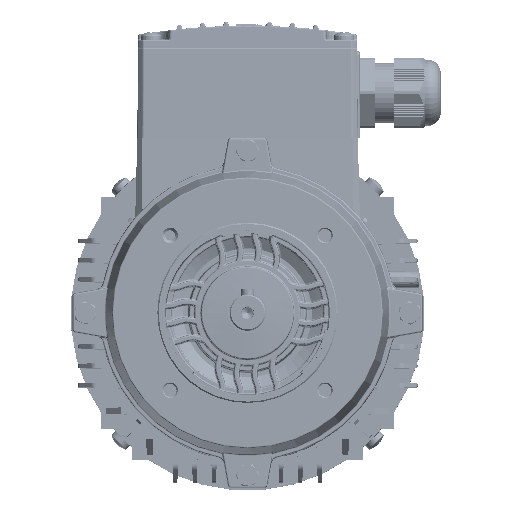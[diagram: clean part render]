
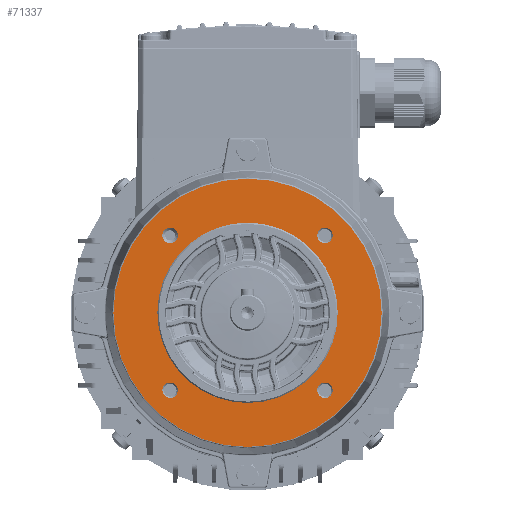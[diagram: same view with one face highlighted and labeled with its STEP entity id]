
A CAD part, top view. The second image highlights one B-rep face of the part: STEP entity #71337.
In plain terms, the highlighted planar face has unit normal (0, 0, 1).
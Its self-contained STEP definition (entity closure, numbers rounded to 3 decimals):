
#428 = AXIS2_PLACEMENT_3D ( 'NONE', #129363, #23757, #70740 ) ;
#872 = EDGE_CURVE ( 'NONE', #104645, #14340, #115503, .T. ) ;
#1832 = CARTESIAN_POINT ( 'NONE',  ( -30.052, 30.052, 154. ) ) ;
#5577 = DIRECTION ( 'NONE',  ( -1., 0., 0. ) ) ;
#7111 = EDGE_CURVE ( 'NONE', #16686, #78326, #132961, .T. ) ;
#7992 = DIRECTION ( 'NONE',  ( 0., 0., 1. ) ) ;
#8277 = EDGE_CURVE ( 'NONE', #18310, #76255, #14909, .T. ) ;
#8536 = CIRCLE ( 'NONE', #94700, 3. ) ;
#9914 = CARTESIAN_POINT ( 'NONE',  ( -35., 0., 154. ) ) ;
#11738 = CARTESIAN_POINT ( 'NONE',  ( -52.061, 0., 154. ) ) ;
#13750 = CIRCLE ( 'NONE', #33412, 52.061 ) ;
#14340 = VERTEX_POINT ( 'NONE', #90491 ) ;
#14785 = AXIS2_PLACEMENT_3D ( 'NONE', #125123, #7992, #55013 ) ;
#14909 = CIRCLE ( 'NONE', #14785, 52.061 ) ;
#15976 = DIRECTION ( 'NONE',  ( 0., 0., -1. ) ) ;
#16123 = DIRECTION ( 'NONE',  ( 1., 0., 0. ) ) ;
#16686 = VERTEX_POINT ( 'NONE', #134726 ) ;
#17616 = DIRECTION ( 'NONE',  ( 0., 0., 1. ) ) ;
#18310 = VERTEX_POINT ( 'NONE', #110130 ) ;
#18657 = CARTESIAN_POINT ( 'NONE',  ( 27.052, 30.052, 154. ) ) ;
#20641 = CIRCLE ( 'NONE', #106801, 35. ) ;
#21163 = EDGE_LOOP ( 'NONE', ( #123963, #141668 ) ) ;
#21551 = CARTESIAN_POINT ( 'NONE',  ( -33.052, 30.052, 154. ) ) ;
#23736 = CARTESIAN_POINT ( 'NONE',  ( -30.052, -30.052, 154. ) ) ;
#23757 = DIRECTION ( 'NONE',  ( 0., 0., -1. ) ) ;
#23799 = AXIS2_PLACEMENT_3D ( 'NONE', #26079, #73085, #120117 ) ;
#26079 = CARTESIAN_POINT ( 'NONE',  ( 30.052, -30.052, 154. ) ) ;
#27927 = AXIS2_PLACEMENT_3D ( 'NONE', #54792, #101789, #148821 ) ;
#28111 = EDGE_LOOP ( 'NONE', ( #115589, #93245 ) ) ;
#30110 = ORIENTED_EDGE ( 'NONE', *, *, #8277, .T. ) ;
#31727 = EDGE_CURVE ( 'NONE', #76255, #18310, #13750, .T. ) ;
#33274 = CARTESIAN_POINT ( 'NONE',  ( 0., 0., 154. ) ) ;
#33281 = EDGE_CURVE ( 'NONE', #111360, #133614, #133849, .T. ) ;
#33412 = AXIS2_PLACEMENT_3D ( 'NONE', #33274, #80294, #127322 ) ;
#35322 = FACE_BOUND ( 'NONE', #123585, .T. ) ;
#36150 = EDGE_CURVE ( 'NONE', #37278, #126712, #61687, .T. ) ;
#37278 = VERTEX_POINT ( 'NONE', #47655 ) ;
#40090 = EDGE_CURVE ( 'NONE', #78326, #16686, #90229, .T. ) ;
#40684 = ORIENTED_EDGE ( 'NONE', *, *, #872, .F. ) ;
#41726 = EDGE_CURVE ( 'NONE', #97704, #42811, #148778, .T. ) ;
#42420 = CARTESIAN_POINT ( 'NONE',  ( -30.052, -30.052, 154. ) ) ;
#42811 = VERTEX_POINT ( 'NONE', #21551 ) ;
#46871 = FACE_BOUND ( 'NONE', #54586, .T. ) ;
#47655 = CARTESIAN_POINT ( 'NONE',  ( 33.052, 30.052, 154. ) ) ;
#52259 = ORIENTED_EDGE ( 'NONE', *, *, #36150, .T. ) ;
#54248 = AXIS2_PLACEMENT_3D ( 'NONE', #74680, #121704, #16123 ) ;
#54586 = EDGE_LOOP ( 'NONE', ( #52259, #98839 ) ) ;
#54792 = CARTESIAN_POINT ( 'NONE',  ( 30.052, 30.052, 154. ) ) ;
#55013 = DIRECTION ( 'NONE',  ( -1., 0., 0. ) ) ;
#56949 = CIRCLE ( 'NONE', #143102, 3. ) ;
#57244 = CARTESIAN_POINT ( 'NONE',  ( 30.052, -30.052, 154. ) ) ;
#58986 = ORIENTED_EDGE ( 'NONE', *, *, #40090, .T. ) ;
#61687 = CIRCLE ( 'NONE', #81411, 3. ) ;
#62960 = DIRECTION ( 'NONE',  ( -1., 0., 0. ) ) ;
#63037 = EDGE_CURVE ( 'NONE', #14340, #104645, #20641, .T. ) ;
#63969 = EDGE_CURVE ( 'NONE', #42811, #97704, #8536, .T. ) ;
#64085 = CARTESIAN_POINT ( 'NONE',  ( -30.052, 30.052, 154. ) ) ;
#64600 = DIRECTION ( 'NONE',  ( 1., 0., 0. ) ) ;
#67359 = AXIS2_PLACEMENT_3D ( 'NONE', #42420, #89448, #136455 ) ;
#70720 = DIRECTION ( 'NONE',  ( 0., 0., -1. ) ) ;
#70740 = DIRECTION ( 'NONE',  ( -1., 0., 0. ) ) ;
#71337 = ADVANCED_FACE ( 'NONE', ( #105476, #152478, #46871, #93905, #140936, #35322 ), #82322, .F. ) ;
#73085 = DIRECTION ( 'NONE',  ( 0., 0., -1. ) ) ;
#74680 = CARTESIAN_POINT ( 'NONE',  ( 0., 0., 154. ) ) ;
#76255 = VERTEX_POINT ( 'NONE', #11738 ) ;
#78326 = VERTEX_POINT ( 'NONE', #122862 ) ;
#79058 = CARTESIAN_POINT ( 'NONE',  ( -33.052, -30.052, 154. ) ) ;
#80294 = DIRECTION ( 'NONE',  ( 0., 0., 1. ) ) ;
#81411 = AXIS2_PLACEMENT_3D ( 'NONE', #121555, #15976, #62960 ) ;
#82293 = AXIS2_PLACEMENT_3D ( 'NONE', #1832, #84252, #131281 ) ;
#82322 = PLANE ( 'NONE',  #428 ) ;
#84252 = DIRECTION ( 'NONE',  ( 0., 0., -1. ) ) ;
#89448 = DIRECTION ( 'NONE',  ( 0., 0., -1. ) ) ;
#90229 = CIRCLE ( 'NONE', #23799, 3. ) ;
#90491 = CARTESIAN_POINT ( 'NONE',  ( 35., 0., 154. ) ) ;
#93245 = ORIENTED_EDGE ( 'NONE', *, *, #33281, .T. ) ;
#93905 = FACE_BOUND ( 'NONE', #21163, .T. ) ;
#94401 = CIRCLE ( 'NONE', #27927, 3. ) ;
#94700 = AXIS2_PLACEMENT_3D ( 'NONE', #64085, #111121, #5577 ) ;
#97704 = VERTEX_POINT ( 'NONE', #137753 ) ;
#98839 = ORIENTED_EDGE ( 'NONE', *, *, #129983, .T. ) ;
#101789 = DIRECTION ( 'NONE',  ( 0., 0., -1. ) ) ;
#104267 = DIRECTION ( 'NONE',  ( 0., 0., -1. ) ) ;
#104645 = VERTEX_POINT ( 'NONE', #9914 ) ;
#104733 = EDGE_CURVE ( 'NONE', #133614, #111360, #56949, .T. ) ;
#104901 = EDGE_LOOP ( 'NONE', ( #115270, #58986 ) ) ;
#105476 = FACE_BOUND ( 'NONE', #104901, .T. ) ;
#106801 = AXIS2_PLACEMENT_3D ( 'NONE', #123207, #17616, #64600 ) ;
#110130 = CARTESIAN_POINT ( 'NONE',  ( 52.061, 0., 154. ) ) ;
#110167 = CARTESIAN_POINT ( 'NONE',  ( -27.052, -30.052, 154. ) ) ;
#111121 = DIRECTION ( 'NONE',  ( 0., 0., -1. ) ) ;
#111360 = VERTEX_POINT ( 'NONE', #79058 ) ;
#115270 = ORIENTED_EDGE ( 'NONE', *, *, #7111, .T. ) ;
#115503 = CIRCLE ( 'NONE', #54248, 35. ) ;
#115589 = ORIENTED_EDGE ( 'NONE', *, *, #104733, .T. ) ;
#116726 = ORIENTED_EDGE ( 'NONE', *, *, #31727, .T. ) ;
#117753 = DIRECTION ( 'NONE',  ( -1., 0., 0. ) ) ;
#120117 = DIRECTION ( 'NONE',  ( -1., 0., 0. ) ) ;
#121555 = CARTESIAN_POINT ( 'NONE',  ( 30.052, 30.052, 154. ) ) ;
#121704 = DIRECTION ( 'NONE',  ( 0., 0., 1. ) ) ;
#122862 = CARTESIAN_POINT ( 'NONE',  ( 27.052, -30.052, 154. ) ) ;
#123207 = CARTESIAN_POINT ( 'NONE',  ( 0., 0., 154. ) ) ;
#123585 = EDGE_LOOP ( 'NONE', ( #123824, #40684 ) ) ;
#123824 = ORIENTED_EDGE ( 'NONE', *, *, #63037, .F. ) ;
#123963 = ORIENTED_EDGE ( 'NONE', *, *, #41726, .T. ) ;
#125123 = CARTESIAN_POINT ( 'NONE',  ( 0., 0., 154. ) ) ;
#126712 = VERTEX_POINT ( 'NONE', #18657 ) ;
#127322 = DIRECTION ( 'NONE',  ( -1., 0., 0. ) ) ;
#129363 = CARTESIAN_POINT ( 'NONE',  ( 0., 53.245, 154. ) ) ;
#129983 = EDGE_CURVE ( 'NONE', #126712, #37278, #94401, .T. ) ;
#131281 = DIRECTION ( 'NONE',  ( -1., 0., 0. ) ) ;
#132727 = AXIS2_PLACEMENT_3D ( 'NONE', #57244, #104267, #151279 ) ;
#132961 = CIRCLE ( 'NONE', #132727, 3. ) ;
#133614 = VERTEX_POINT ( 'NONE', #110167 ) ;
#133849 = CIRCLE ( 'NONE', #67359, 3. ) ;
#134726 = CARTESIAN_POINT ( 'NONE',  ( 33.052, -30.052, 154. ) ) ;
#136455 = DIRECTION ( 'NONE',  ( -1., 0., 0. ) ) ;
#137753 = CARTESIAN_POINT ( 'NONE',  ( -27.052, 30.052, 154. ) ) ;
#140936 = FACE_OUTER_BOUND ( 'NONE', #147683, .T. ) ;
#141668 = ORIENTED_EDGE ( 'NONE', *, *, #63969, .T. ) ;
#143102 = AXIS2_PLACEMENT_3D ( 'NONE', #23736, #70720, #117753 ) ;
#147683 = EDGE_LOOP ( 'NONE', ( #116726, #30110 ) ) ;
#148778 = CIRCLE ( 'NONE', #82293, 3. ) ;
#148821 = DIRECTION ( 'NONE',  ( -1., 0., 0. ) ) ;
#151279 = DIRECTION ( 'NONE',  ( -1., 0., 0. ) ) ;
#152478 = FACE_BOUND ( 'NONE', #28111, .T. ) ;
